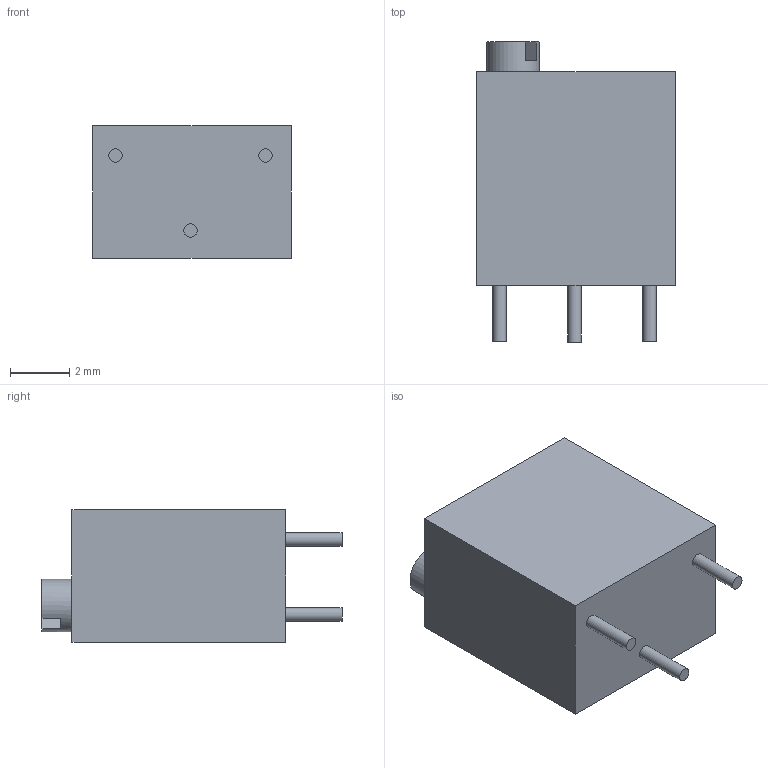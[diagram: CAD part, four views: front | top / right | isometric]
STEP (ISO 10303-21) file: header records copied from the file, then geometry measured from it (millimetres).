
FILE_DESCRIPTION((''),'2;1');
FILE_NAME('3266w-1-102.stp','2013-05-08T12:14:34',('yvshub'),(''),'Autodesk Inventor 2011','Autodesk Inventor 2011','');
FILE_SCHEMA(('AUTOMOTIVE_DESIGN { 1 0 10303 214 1 1 1 1 }'));
Length unit declared in the file: millimetre
Products named in the file (1): 3266w-1-102
Bounding box: 6.71 x 10.16 x 4.5 mm (x, y, z)
Volume: 221.1 mm3; surface area: 237.9 mm2
Topology: 1 solids, 1 shells, 18 faces, 36 edges, 24 vertices
Faces by surface type: plane 14, cylinder 4
Full cylindrical faces by diameter (mm): 0.457 x3, 1.778 x1
Entity records: 514 total; most frequent: DIRECTION 80, CARTESIAN_POINT 73, ORIENTED_EDGE 62, EDGE_CURVE 31, AXIS2_PLACEMENT_3D 30, EDGE_LOOP 26, VERTEX_POINT 23, VECTOR 20
